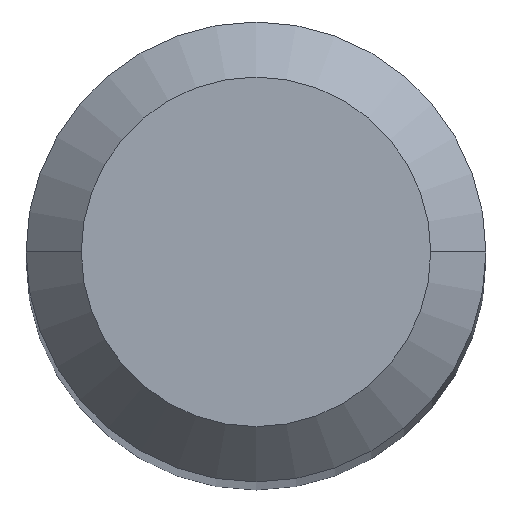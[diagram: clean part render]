
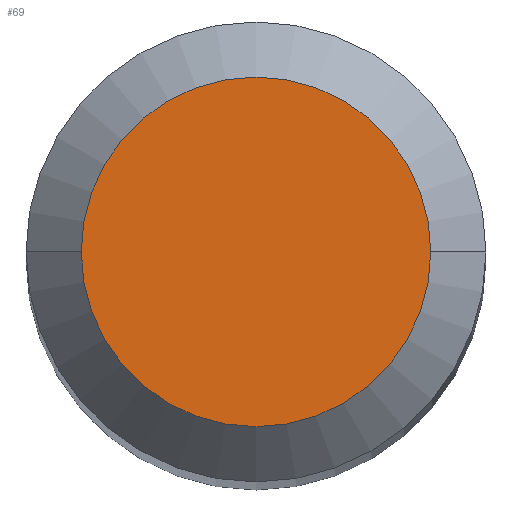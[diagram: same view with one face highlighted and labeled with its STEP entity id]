
A CAD part, top view. The second image highlights one B-rep face of the part: STEP entity #69.
In plain terms, the highlighted planar face has unit normal (0, 0, 1).
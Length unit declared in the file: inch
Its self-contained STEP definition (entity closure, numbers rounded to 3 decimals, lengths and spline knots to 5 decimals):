
#33 = CARTESIAN_POINT ( 'NONE',  ( 0.0475, 0., 1.5 ) ) ;
#46 = CIRCLE ( 'NONE', #225, 0.0475 ) ;
#67 = CIRCLE ( 'NONE', #140, 0.0475 ) ;
#69 = ADVANCED_FACE ( 'NONE', ( #255 ), #292, .T. ) ;
#80 = DIRECTION ( 'NONE',  ( 0., 0., 1. ) ) ;
#95 = EDGE_CURVE ( 'NONE', #180, #251, #46, .T. ) ;
#98 = DIRECTION ( 'NONE',  ( 0., 0., 1. ) ) ;
#109 = DIRECTION ( 'NONE',  ( 1., 0., 0. ) ) ;
#126 = DIRECTION ( 'NONE',  ( 1., 0., 0. ) ) ;
#139 = EDGE_LOOP ( 'NONE', ( #181, #254 ) ) ;
#140 = AXIS2_PLACEMENT_3D ( 'NONE', #200, #80, #109 ) ;
#151 = DIRECTION ( 'NONE',  ( 0., 0., 1. ) ) ;
#180 = VERTEX_POINT ( 'NONE', #217 ) ;
#181 = ORIENTED_EDGE ( 'NONE', *, *, #95, .T. ) ;
#185 = CARTESIAN_POINT ( 'NONE',  ( 0., 0., 1.5 ) ) ;
#198 = AXIS2_PLACEMENT_3D ( 'NONE', #185, #98, #126 ) ;
#200 = CARTESIAN_POINT ( 'NONE',  ( 0., 0., 1.5 ) ) ;
#217 = CARTESIAN_POINT ( 'NONE',  ( -0.0475, 0., 1.5 ) ) ;
#225 = AXIS2_PLACEMENT_3D ( 'NONE', #286, #151, #260 ) ;
#251 = VERTEX_POINT ( 'NONE', #33 ) ;
#254 = ORIENTED_EDGE ( 'NONE', *, *, #279, .T. ) ;
#255 = FACE_OUTER_BOUND ( 'NONE', #139, .T. ) ;
#260 = DIRECTION ( 'NONE',  ( 1., 0., 0. ) ) ;
#279 = EDGE_CURVE ( 'NONE', #251, #180, #67, .T. ) ;
#286 = CARTESIAN_POINT ( 'NONE',  ( 0., 0., 1.5 ) ) ;
#292 = PLANE ( 'NONE',  #198 ) ;
